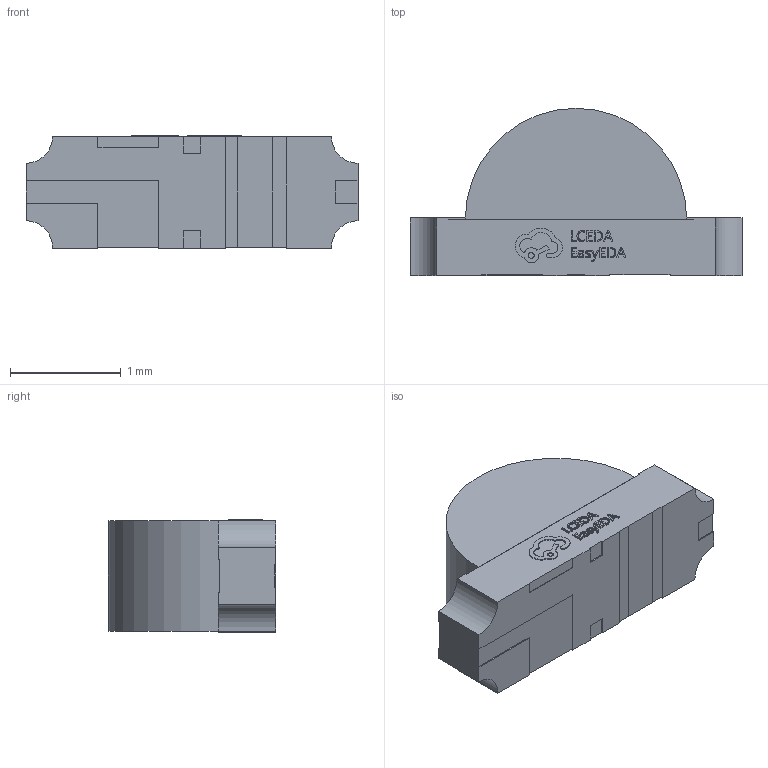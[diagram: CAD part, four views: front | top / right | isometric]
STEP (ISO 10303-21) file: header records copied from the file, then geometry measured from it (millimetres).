
FILE_DESCRIPTION (( 'STEP AP214' ), '1' );
FILE_NAME ('LED-SMD_3P-L3.0-W1.5_A-SP1102DR6W1D-C01-2C.STEP', '2023-10-08T14:36:05', ( '' ), ( '' ), 'SwSTEP 2.0', 'SolidWorks 2020', '' );
FILE_SCHEMA (( 'AUTOMOTIVE_DESIGN' ));
Length unit declared in the file: millimetre
Products named in the file (1): LED-SMD_3P-L3.0-W1.5_A-SP1102DR6W1D-C01-2C
Bounding box: 3 x 1.51 x 1.02 mm (x, y, z)
Volume: 3 mm3; surface area: 18.1 mm2
Topology: 2 solids, 2 shells, 300 faces, 827 edges, 550 vertices
Faces by surface type: plane 191, bspline 98, cylinder 11
Entity records: 13316 total; most frequent: CARTESIAN_POINT 2984, ORIENTED_EDGE 1654, DIRECTION 1055, EDGE_CURVE 827, LINE 605, VECTOR 605, VERTEX_POINT 550, EDGE_LOOP 319
